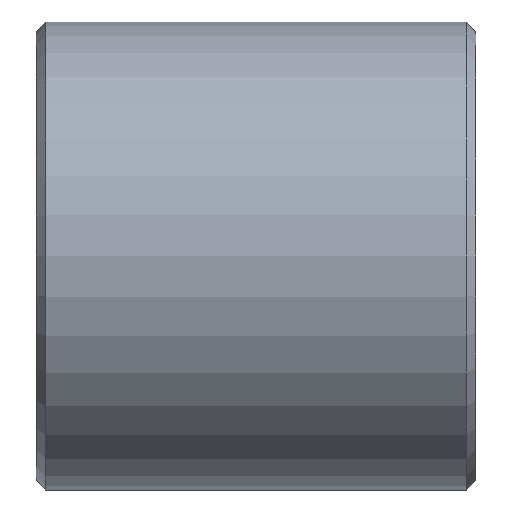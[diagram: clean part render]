
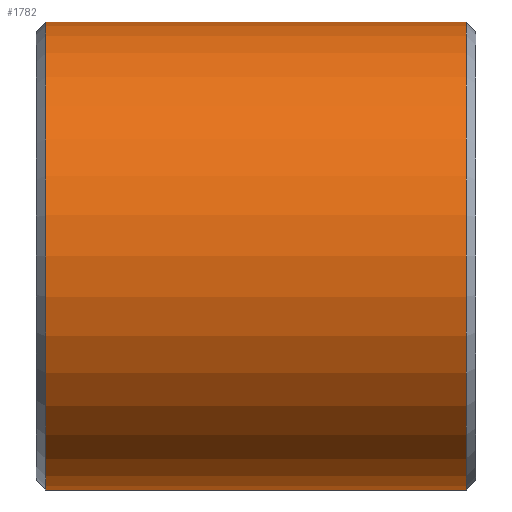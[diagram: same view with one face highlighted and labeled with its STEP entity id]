
A CAD part, left-side view. The second image highlights one B-rep face of the part: STEP entity #1782.
In plain terms, the highlighted cylindrical face has radius 2.45 mm (diameter 4.9 mm), a partial arc.
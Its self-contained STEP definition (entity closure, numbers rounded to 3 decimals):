
#32 = CIRCLE ( 'NONE', #1246, 2.45 ) ;
#58 = DIRECTION ( 'NONE',  ( 0., 0., 1. ) ) ;
#221 = CARTESIAN_POINT ( 'NONE',  ( 0., -2.3, 0. ) ) ;
#335 = EDGE_CURVE ( 'NONE', #1649, #2391, #1854, .T. ) ;
#460 = ORIENTED_EDGE ( 'NONE', *, *, #1092, .T. ) ;
#565 = DIRECTION ( 'NONE',  ( 0., 0., 1. ) ) ;
#668 = AXIS2_PLACEMENT_3D ( 'NONE', #221, #1171, #565 ) ;
#720 = DIRECTION ( 'NONE',  ( 0., 1., 0. ) ) ;
#789 = DIRECTION ( 'NONE',  ( 0., -1., 0. ) ) ;
#821 = CARTESIAN_POINT ( 'NONE',  ( 0., -2.199, -2.45 ) ) ;
#911 = ORIENTED_EDGE ( 'NONE', *, *, #1648, .F. ) ;
#941 = CARTESIAN_POINT ( 'NONE',  ( 0., 2.199, -2.45 ) ) ;
#950 = CARTESIAN_POINT ( 'NONE',  ( 0., -2.3, 2.45 ) ) ;
#964 = ORIENTED_EDGE ( 'NONE', *, *, #335, .T. ) ;
#966 = ORIENTED_EDGE ( 'NONE', *, *, #2334, .T. ) ;
#1092 = EDGE_CURVE ( 'NONE', #1609, #2328, #32, .T. ) ;
#1123 = AXIS2_PLACEMENT_3D ( 'NONE', #2165, #789, #58 ) ;
#1171 = DIRECTION ( 'NONE',  ( 0., 1., 0. ) ) ;
#1246 = AXIS2_PLACEMENT_3D ( 'NONE', #1483, #1667, #2051 ) ;
#1285 = CARTESIAN_POINT ( 'NONE',  ( 0., -2.3, -2.45 ) ) ;
#1483 = CARTESIAN_POINT ( 'NONE',  ( 0., -2.199, 0. ) ) ;
#1487 = CARTESIAN_POINT ( 'NONE',  ( 0., 2.199, 2.45 ) ) ;
#1561 = CYLINDRICAL_SURFACE ( 'NONE', #668, 2.45 ) ;
#1609 = VERTEX_POINT ( 'NONE', #821 ) ;
#1648 = EDGE_CURVE ( 'NONE', #1609, #2391, #2271, .T. ) ;
#1649 = VERTEX_POINT ( 'NONE', #1487 ) ;
#1667 = DIRECTION ( 'NONE',  ( 0., 1., 0. ) ) ;
#1750 = FACE_OUTER_BOUND ( 'NONE', #2363, .T. ) ;
#1782 = ADVANCED_FACE ( 'NONE', ( #1750 ), #1561, .T. ) ;
#1799 = VECTOR ( 'NONE', #720, 1000. ) ;
#1854 = CIRCLE ( 'NONE', #1123, 2.45 ) ;
#2051 = DIRECTION ( 'NONE',  ( 0., 0., 1. ) ) ;
#2082 = DIRECTION ( 'NONE',  ( 0., 1., 0. ) ) ;
#2107 = VECTOR ( 'NONE', #2082, 1000. ) ;
#2165 = CARTESIAN_POINT ( 'NONE',  ( 0., 2.199, 0. ) ) ;
#2271 = LINE ( 'NONE', #1285, #1799 ) ;
#2312 = CARTESIAN_POINT ( 'NONE',  ( 0., -2.199, 2.45 ) ) ;
#2325 = LINE ( 'NONE', #950, #2107 ) ;
#2328 = VERTEX_POINT ( 'NONE', #2312 ) ;
#2334 = EDGE_CURVE ( 'NONE', #2328, #1649, #2325, .T. ) ;
#2363 = EDGE_LOOP ( 'NONE', ( #911, #460, #966, #964 ) ) ;
#2391 = VERTEX_POINT ( 'NONE', #941 ) ;
